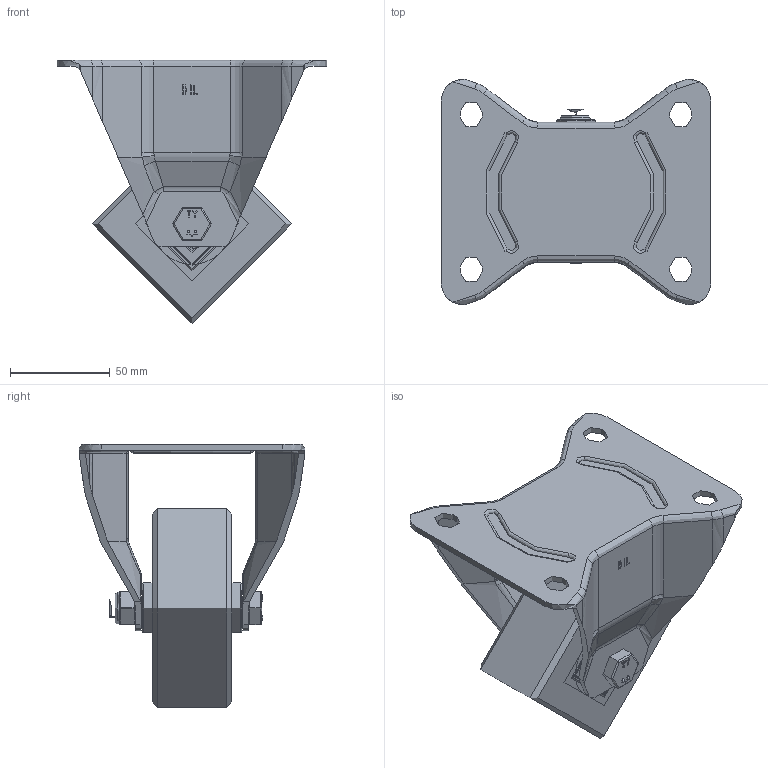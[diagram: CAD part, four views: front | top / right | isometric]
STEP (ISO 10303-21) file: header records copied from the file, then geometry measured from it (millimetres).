
FILE_DESCRIPTION(/* description */ (''),/* implementation_level */ '2;1');
FILE_NAME(/* name */ 'BZPHF100PTBJ.step',/* time_stamp */ '2025-06-30T09:13:36+01:00',/* author */ (''),/* organization */ (''),/* preprocessor_version */ 'ST-DEVELOPER v20.1',/* originating_system */ 'Autodesk Translation Framework v14.10.0.0',/* authorisation */ '');
FILE_SCHEMA (('AUTOMOTIVE_DESIGN { 1 0 10303 214 3 1 1 }'));
Length unit declared in the file: millimetre
Products named in the file (25): BZPHF100PTBJ; BZPHF100AS v1; ZINC PLATED, PRESSED STEEL BRACKET; BZPH100WPTBJM20 v1; POLYURETHANE TYRE; CAST IRON RIM; CAST IRON RIM Geometry; SPACER; BEARING6204; BALL BEARINGS; BEARING6204 (1); BALL BEARINGS (1); Component3; STEEL; RUBBER; TH20X5X10 v1; ZINC PLATED, HEADED SPACER; TH20X5X10 v1 (1); ZINC PLATED, HEADED SPACER (1); HEXBOLTM10X70Z8.8 v2; GRADE 8.8 THREADED ZINC PLATED BOLT; NYLOCM10Z v1; NYLOC NUT; RUBBER (1); NUT
Assembly tree (41 placements, depth 5):
  BZPHF100PTBJ
    BZPHF100AS v1
      ZINC PLATED, PRESSED STEEL BRACKET
    BZPH100WPTBJM20 v1
      POLYURETHANE TYRE
      CAST IRON RIM
        CAST IRON RIM Geometry
        SPACER
      BEARING6204
        BALL BEARINGS
          Component3  x8
        STEEL
        RUBBER
      BEARING6204 (1)
        BALL BEARINGS (1)
          Component3  x8
        STEEL
        RUBBER
    TH20X5X10 v1
      ZINC PLATED, HEADED SPACER
    TH20X5X10 v1 (1)
      ZINC PLATED, HEADED SPACER (1)
    HEXBOLTM10X70Z8.8 v2
      GRADE 8.8 THREADED ZINC PLATED BOLT
    NYLOCM10Z v1
      NYLOC NUT
        RUBBER (1)
        NUT
Bounding box: 135 x 113 x 132 mm (x, y, z)
Volume: 380425.4 mm3; surface area: 146886.7 mm2
Topology: 35 solids, 35 shells, 1411 faces, 3812 edges, 2495 vertices
Faces by surface type: plane 614, bspline 432, cylinder 296, torus 39, sphere 28, cone 2
Full cylindrical faces by diameter (mm): 8.141 x18, 9.85 x19, 10 x3, 10.2 x2, 10.5 x2, 12 x2, 16 x2, 19.85 x2, 20 x3, 24 x1, 25 x2, 27 x10, 28.5 x4, 29 x8, 30 x1, 40 x4, 40.5 x4, 41.5 x4, 42 x8, 44 x2, 47 x4, 57 x2, 100 x1
Entity records: 46176 total; most frequent: CARTESIAN_POINT 23955, ORIENTED_EDGE 4902, DIRECTION 3790, EDGE_CURVE 2451, VERTEX_POINT 1595, AXIS2_PLACEMENT_3D 1292, LINE 1206, VECTOR 1206
